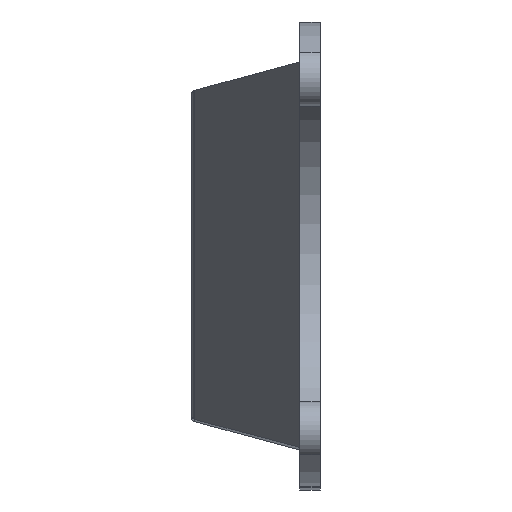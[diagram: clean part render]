
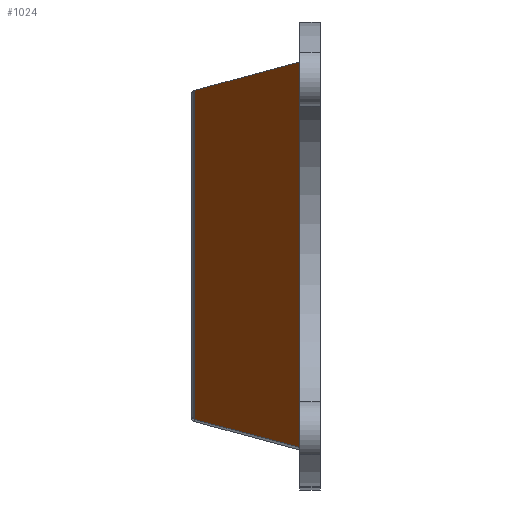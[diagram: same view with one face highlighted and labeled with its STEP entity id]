
A CAD part, top view. The second image highlights one B-rep face of the part: STEP entity #1024.
In plain terms, the highlighted planar face has unit normal (-0.866, 0, 0.5).
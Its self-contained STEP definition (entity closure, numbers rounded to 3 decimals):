
#73=PLANE('',#1144);
#101=FACE_OUTER_BOUND('',#171,.T.);
#171=EDGE_LOOP('',(#806,#807,#808,#809));
#240=LINE('',#1617,#314);
#242=LINE('',#1628,#316);
#263=LINE('',#1723,#337);
#264=LINE('',#1725,#338);
#314=VECTOR('',#1283,10.);
#316=VECTOR('',#1293,10.);
#337=VECTOR('',#1390,10.);
#338=VECTOR('',#1393,10.);
#458=VERTEX_POINT('',#1614);
#459=VERTEX_POINT('',#1616);
#463=VERTEX_POINT('',#1625);
#464=VERTEX_POINT('',#1627);
#563=EDGE_CURVE('',#459,#458,#240,.T.);
#568=EDGE_CURVE('',#464,#463,#242,.T.);
#617=EDGE_CURVE('',#458,#464,#263,.T.);
#618=EDGE_CURVE('',#463,#459,#264,.T.);
#806=ORIENTED_EDGE('',*,*,#563,.T.);
#807=ORIENTED_EDGE('',*,*,#617,.T.);
#808=ORIENTED_EDGE('',*,*,#568,.T.);
#809=ORIENTED_EDGE('',*,*,#618,.T.);
#1024=ADVANCED_FACE('',(#101),#73,.T.);
#1144=AXIS2_PLACEMENT_3D('',#1724,#1391,#1392);
#1283=DIRECTION('',(0.496,-0.133,0.858));
#1293=DIRECTION('',(-0.496,-0.133,-0.858));
#1390=DIRECTION('',(0.,1.,0.));
#1391=DIRECTION('center_axis',(-0.866,0.,0.5));
#1392=DIRECTION('ref_axis',(0.5,0.,0.866));
#1393=DIRECTION('',(0.,-1.,0.));
#1614=CARTESIAN_POINT('',(-0.013,-23.654,-33.523));
#1616=CARTESIAN_POINT('',(-12.902,-20.201,-55.846));
#1617=CARTESIAN_POINT('',(-0.633,-23.488,-34.596));
#1625=CARTESIAN_POINT('',(-12.902,20.201,-55.846));
#1627=CARTESIAN_POINT('',(-0.013,23.654,-33.523));
#1628=CARTESIAN_POINT('',(-12.129,20.408,-54.508));
#1723=CARTESIAN_POINT('',(-0.013,0.,-33.523));
#1724=CARTESIAN_POINT('Origin',(-13.25,0.,-56.45));
#1725=CARTESIAN_POINT('',(-12.902,0.,-55.846));
